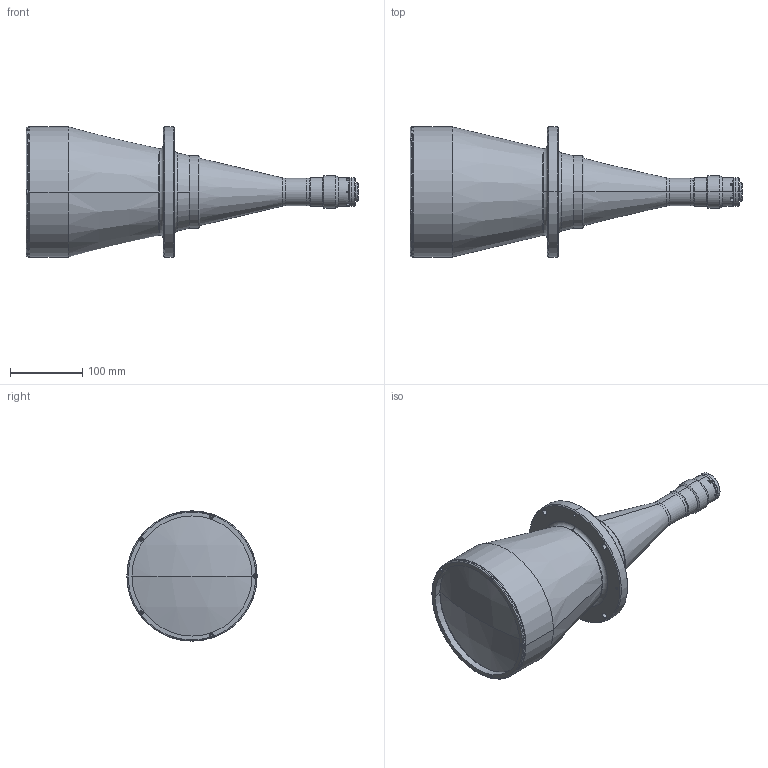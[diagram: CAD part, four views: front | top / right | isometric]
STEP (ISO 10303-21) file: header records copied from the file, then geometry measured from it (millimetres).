
FILE_DESCRIPTION (( 'STEP AP214' ), '1' );
FILE_NAME ('TC2M120HR-C.STEP', '2014-06-03T13:37:30', ( 'piermario' ), ( '' ), 'SwSTEP 2.0', 'SolidWorks 2013', '' );
FILE_SCHEMA (( 'AUTOMOTIVE_DESIGN' ));
Length unit declared in the file: millimetre
Products named in the file (1): TC2M120HR-C
Bounding box: 459.05 x 180 x 180 mm (x, y, z)
Surface area: 231964.1 mm2 (no closed solid volume)
Topology: 0 solids, 19 shells, 210 faces, 598 edges, 408 vertices
Faces by surface type: cylinder 84, plane 71, cone 28, torus 25, sphere 2
Entity records: 9614 total; most frequent: CARTESIAN_POINT 1607, DIRECTION 1294, ORIENTED_EDGE 1021, EDGE_CURVE 598, AXIS2_PLACEMENT_3D 519, VERTEX_POINT 408, CIRCLE 308, EDGE_LOOP 269
